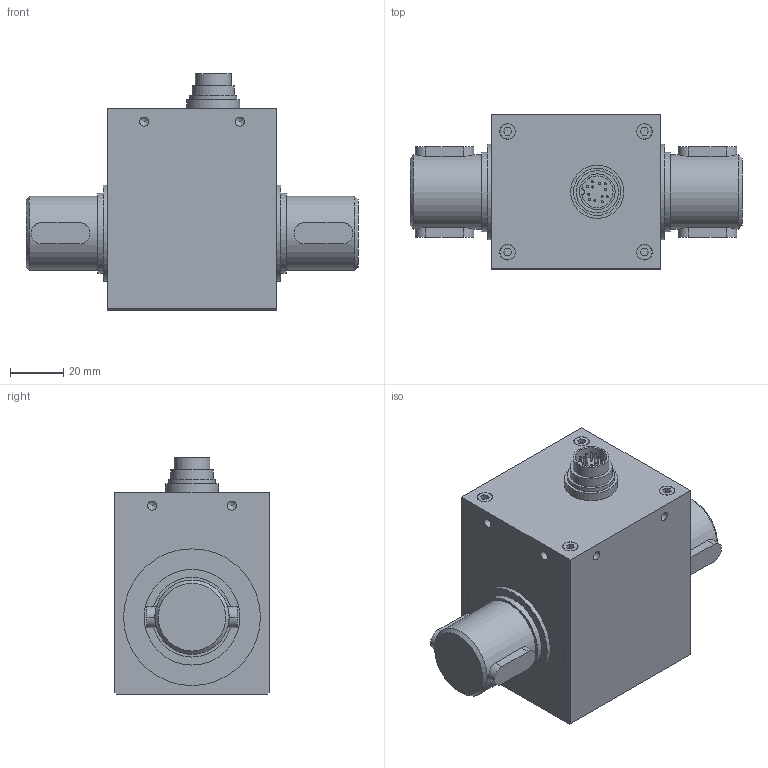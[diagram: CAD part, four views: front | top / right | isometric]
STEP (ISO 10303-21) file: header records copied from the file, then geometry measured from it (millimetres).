
FILE_DESCRIPTION(/* description */ (''),/* implementation_level */ '2;1');
FILE_NAME(/* name */ 'FSH02730 STP.stp',/* time_stamp */ '2021-02-05T12:49:30-08:00',/* author */ ('J. Ruiz'),/* organization */ ('FUTEK'),/* preprocessor_version */ 'ST-DEVELOPER v18.1',/* originating_system */ 'Autodesk Inventor 2020',/* authorisation */ '');
FILE_SCHEMA (('AUTOMOTIVE_DESIGN { 1 0 10303 214 3 1 1 }'));
Products named in the file (2): FSH02730; PART1
Assembly tree (1 placements, depth 2):
  FSH02730
    PART1
Bounding box: 125 x 58 x 89.03 mm (x, y, z)
Volume: 319785.6 mm3; surface area: 37347.6 mm2
Topology: 1 solids, 10 shells, 200 faces, 425 edges, 280 vertices
Faces by surface type: plane 103, cylinder 75, cone 22
Full cylindrical faces by diameter (mm): 0.762 x12, 2.896 x4, 3.422 x8, 3.505 x4, 3.556 x4, 4.334 x4, 5.74 x4, 5.842 x4, 13.462 x1, 15.875 x1, 17.78 x1, 19.05 x1, 20 x1, 28 x2, 30 x2, 36 x2, 51.5 x2
Entity records: 5989 total; most frequent: CARTESIAN_POINT 1522, DIRECTION 951, ORIENTED_EDGE 818, EDGE_CURVE 409, AXIS2_PLACEMENT_3D 361, VERTEX_POINT 280, EDGE_LOOP 259, LINE 229
